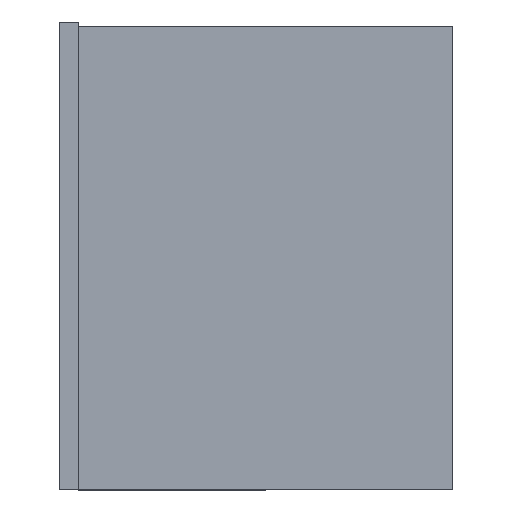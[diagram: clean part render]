
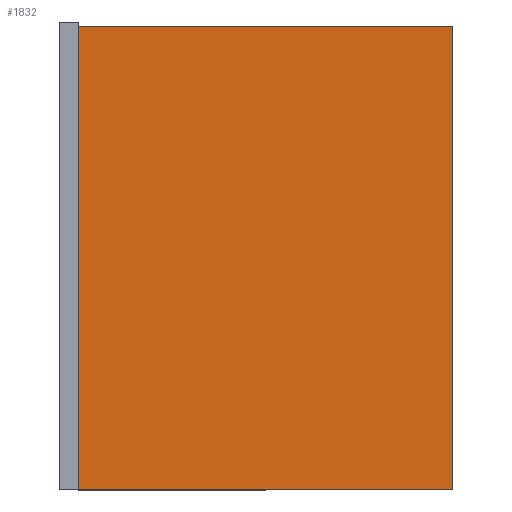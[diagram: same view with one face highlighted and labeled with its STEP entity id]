
A CAD part, left-side view. The second image highlights one B-rep face of the part: STEP entity #1832.
In plain terms, the highlighted face is planar.
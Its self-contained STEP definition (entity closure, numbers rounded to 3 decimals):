
#18 = CARTESIAN_POINT ( 'NONE',  ( -247.5, -200., 33. ) ) ;
#217 = VECTOR ( 'NONE', #3407, 1000. ) ;
#341 = DIRECTION ( 'NONE',  ( -1., 0., 0. ) ) ;
#374 = CARTESIAN_POINT ( 'NONE',  ( 0., 0., 33. ) ) ;
#422 = DIRECTION ( 'NONE',  ( 1., 0., 0. ) ) ;
#675 = VECTOR ( 'NONE', #4399, 1000. ) ;
#800 = CARTESIAN_POINT ( 'NONE',  ( -247.5, -200., 33. ) ) ;
#1060 = ORIENTED_EDGE ( 'NONE', *, *, #4430, .T. ) ;
#1186 = DIRECTION ( 'NONE',  ( 0., 0., -1. ) ) ;
#1393 = CARTESIAN_POINT ( 'NONE',  ( -247.5, 200., 33. ) ) ;
#1535 = VECTOR ( 'NONE', #341, 1000. ) ;
#1604 = VERTEX_POINT ( 'NONE', #2446 ) ;
#1823 = VERTEX_POINT ( 'NONE', #4792 ) ;
#1832 = ADVANCED_FACE ( 'NONE', ( #4916 ), #4588, .F. ) ;
#2132 = LINE ( 'NONE', #1393, #675 ) ;
#2164 = EDGE_LOOP ( 'NONE', ( #4234, #3429, #3861, #1060 ) ) ;
#2281 = VECTOR ( 'NONE', #4563, 1000. ) ;
#2322 = LINE ( 'NONE', #18, #217 ) ;
#2413 = EDGE_CURVE ( 'NONE', #1823, #4652, #3031, .T. ) ;
#2446 = CARTESIAN_POINT ( 'NONE',  ( 247.5, -200., 33. ) ) ;
#2687 = AXIS2_PLACEMENT_3D ( 'NONE', #374, #1186, #422 ) ;
#3031 = LINE ( 'NONE', #4174, #1535 ) ;
#3407 = DIRECTION ( 'NONE',  ( 1., 0., 0. ) ) ;
#3429 = ORIENTED_EDGE ( 'NONE', *, *, #2413, .T. ) ;
#3861 = ORIENTED_EDGE ( 'NONE', *, *, #4612, .T. ) ;
#3997 = VERTEX_POINT ( 'NONE', #800 ) ;
#4021 = EDGE_CURVE ( 'NONE', #1604, #1823, #4624, .T. ) ;
#4113 = CARTESIAN_POINT ( 'NONE',  ( -247.5, 200., 33. ) ) ;
#4174 = CARTESIAN_POINT ( 'NONE',  ( -247.5, 200., 33. ) ) ;
#4234 = ORIENTED_EDGE ( 'NONE', *, *, #4021, .T. ) ;
#4242 = CARTESIAN_POINT ( 'NONE',  ( 247.5, 200., 33. ) ) ;
#4399 = DIRECTION ( 'NONE',  ( 0., -1., 0. ) ) ;
#4430 = EDGE_CURVE ( 'NONE', #3997, #1604, #2322, .T. ) ;
#4563 = DIRECTION ( 'NONE',  ( 0., 1., 0. ) ) ;
#4588 = PLANE ( 'NONE',  #2687 ) ;
#4612 = EDGE_CURVE ( 'NONE', #4652, #3997, #2132, .T. ) ;
#4624 = LINE ( 'NONE', #4242, #2281 ) ;
#4652 = VERTEX_POINT ( 'NONE', #4113 ) ;
#4792 = CARTESIAN_POINT ( 'NONE',  ( 247.5, 200., 33. ) ) ;
#4916 = FACE_OUTER_BOUND ( 'NONE', #2164, .T. ) ;
